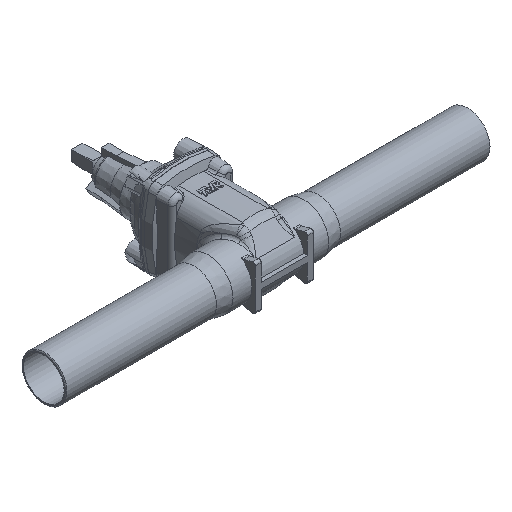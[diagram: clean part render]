
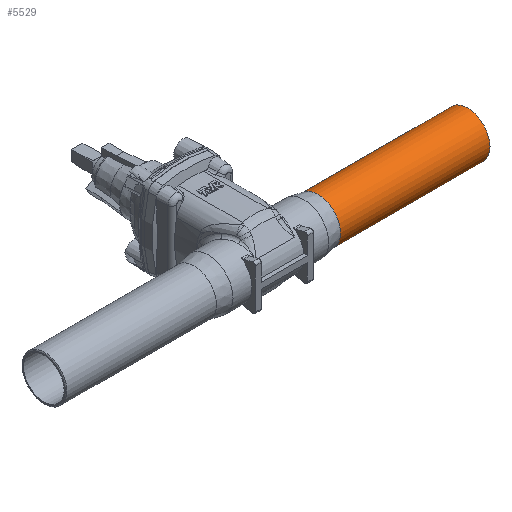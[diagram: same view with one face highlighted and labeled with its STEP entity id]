
A CAD part, isometric view. The second image highlights one B-rep face of the part: STEP entity #5529.
In plain terms, the highlighted cylindrical face has radius 30.15 mm (diameter 60.3 mm), a full revolution.
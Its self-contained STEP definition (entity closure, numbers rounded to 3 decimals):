
#2806 = CARTESIAN_POINT ( 'NONE',  ( 83.326, 0., 0. ) ) ;
#2807 = DIRECTION ( 'NONE',  ( 1., 0., 0. ) ) ;
#2808 = DIRECTION ( 'NONE',  ( 0., 0., -1. ) ) ;
#2992 = CARTESIAN_POINT ( 'NONE',  ( 284.192, 0., 0. ) ) ;
#2993 = DIRECTION ( 'NONE',  ( 1., 0., 0. ) ) ;
#2994 = DIRECTION ( 'NONE',  ( 0., 0., -1. ) ) ;
#4142 = AXIS2_PLACEMENT_3D ( 'NONE', #12659, #12660, #12658 ) ;
#4306 = AXIS2_PLACEMENT_3D ( 'NONE', #2806, #2807, #2808 ) ;
#4316 = AXIS2_PLACEMENT_3D ( 'NONE', #2992, #2993, #2994 ) ;
#5529 = ADVANCED_FACE ( 'NONE', ( #8117, #8116 ), #8122, .T. ) ;
#6453 = ORIENTED_EDGE ( 'NONE', *, *, #6879, .T. ) ;
#6454 = ORIENTED_EDGE ( 'NONE', *, *, #6915, .F. ) ;
#6674 = EDGE_LOOP ( 'NONE', ( #6453 ) ) ;
#6677 = EDGE_LOOP ( 'NONE', ( #6454 ) ) ;
#6879 = EDGE_CURVE ( 'NONE', #13087, #13087, #12784, .T. ) ;
#6915 = EDGE_CURVE ( 'NONE', #13089, #13089, #12813, .T. ) ;
#8116 = FACE_OUTER_BOUND ( 'NONE', #6677, .T. ) ;
#8117 = FACE_OUTER_BOUND ( 'NONE', #6674, .T. ) ;
#8122 = CYLINDRICAL_SURFACE ( 'NONE', #4142, 30.15 ) ;
#11539 = CARTESIAN_POINT ( 'NONE',  ( 83.326, 0., -30.15 ) ) ;
#11541 = CARTESIAN_POINT ( 'NONE',  ( 284.192, 0., -30.15 ) ) ;
#12658 = DIRECTION ( 'NONE',  ( 0., 0., -1. ) ) ;
#12659 = CARTESIAN_POINT ( 'NONE',  ( 0., 0., 0. ) ) ;
#12660 = DIRECTION ( 'NONE',  ( 1., 0., 0. ) ) ;
#12784 = CIRCLE ( 'NONE', #4306, 30.15 ) ;
#12813 = CIRCLE ( 'NONE', #4316, 30.15 ) ;
#13087 = VERTEX_POINT ( 'NONE', #11539 ) ;
#13089 = VERTEX_POINT ( 'NONE', #11541 ) ;
